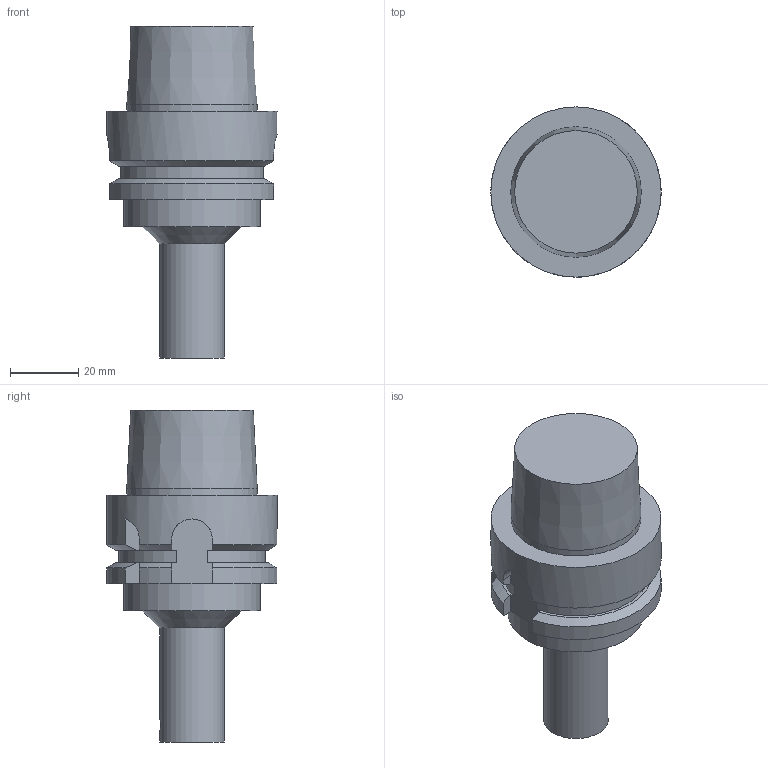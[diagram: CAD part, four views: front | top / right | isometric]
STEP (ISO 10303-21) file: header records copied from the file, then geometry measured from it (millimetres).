
FILE_DESCRIPTION((''),'1');
FILE_NAME('HSK-A50-CKB1-73.stp','2022-09-16T07:29:35',(''),(''),'Spatial Interop R21 SP3','Kubotek KeyCreator 2011 V10.0.2 (22737)',' ');
FILE_SCHEMA(('automotive_design'));
Length unit declared in the file: millimetre
Products named in the file (1): 240[2]
Bounding box: 50 x 50 x 97.5 mm (x, y, z)
Volume: 94907.7 mm3; surface area: 15071.6 mm2
Topology: 1 solids, 1 shells, 49 faces, 127 edges, 84 vertices
Faces by surface type: plane 26, cylinder 15, cone 8
Full cylindrical faces by diameter (mm): 4.2 x1, 11 x1, 19 x1, 38.3 x1, 40 x1, 50 x1
Entity records: 2777 total; most frequent: CARTESIAN_POINT 439, DIRECTION 234, ORIENTED_EDGE 232, PRESENTATION_STYLE_ASSIGNMENT 216, COLOUR_RGB 216, STYLED_ITEM 166, CURVE_STYLE 166, DRAUGHTING_PRE_DEFINED_CURVE_FONT 166
